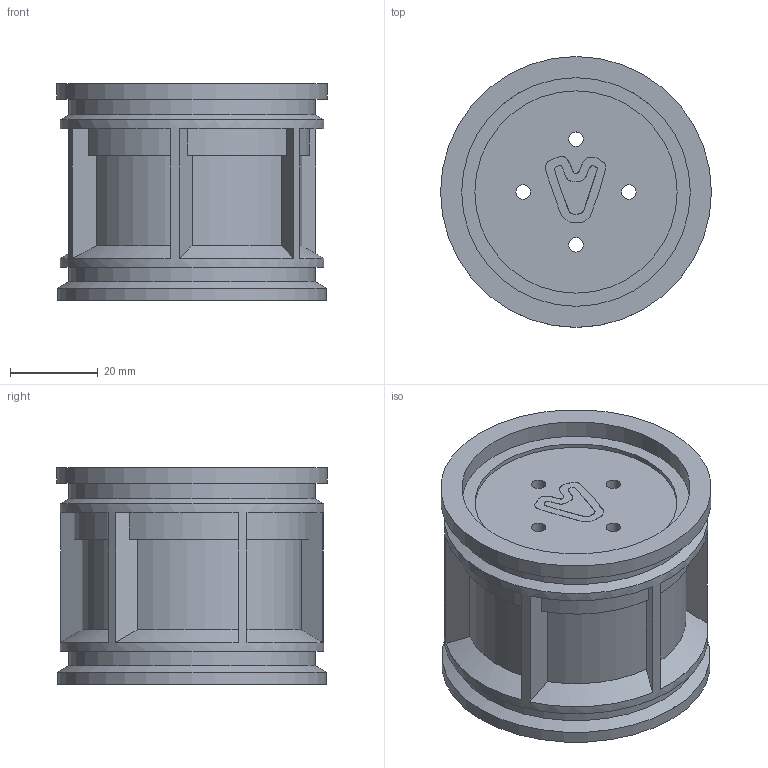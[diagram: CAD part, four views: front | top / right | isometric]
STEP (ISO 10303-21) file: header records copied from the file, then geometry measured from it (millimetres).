
FILE_DESCRIPTION(/* description */ (''),/* implementation_level */ '2;1');
FILE_NAME(/* name */ 'Wheel.step',/* time_stamp */ '2025-04-26T00:21:06+02:00',/* author */ (''),/* organization */ (''),/* preprocessor_version */ 'ST-DEVELOPER v20.1',/* originating_system */ 'Autodesk Translation Framework v14.4.0.0',/* authorisation */ '');
FILE_SCHEMA (('AUTOMOTIVE_DESIGN { 1 0 10303 214 3 1 1 }'));
Length unit declared in the file: millimetre
Products named in the file (1): Felge
Bounding box: 61.6 x 61.6 x 49.25 mm (x, y, z)
Volume: 34020 mm3; surface area: 25797.5 mm2
Topology: 2 solids, 2 shells, 135 faces, 348 edges, 232 vertices
Faces by surface type: bspline 58, plane 44, cylinder 25, cone 8
Full cylindrical faces by diameter (mm): 3.3 x4, 46 x2, 52 x2, 56 x2, 60 x1, 61.1 x1, 61.6 x1
Entity records: 4310 total; most frequent: CARTESIAN_POINT 1494, ORIENTED_EDGE 696, DIRECTION 450, EDGE_CURVE 348, VERTEX_POINT 232, EDGE_LOOP 160, AXIS2_PLACEMENT_3D 152, LINE 146
